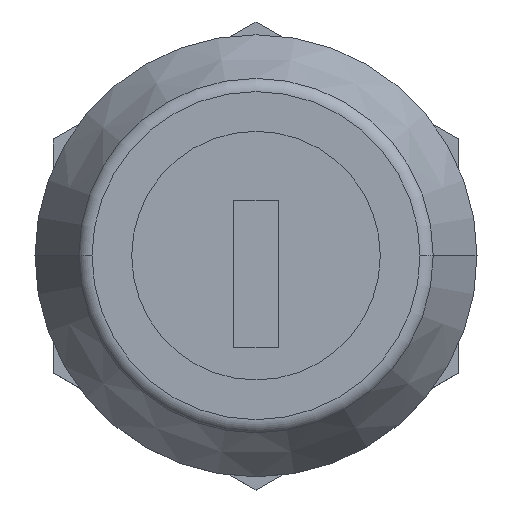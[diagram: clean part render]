
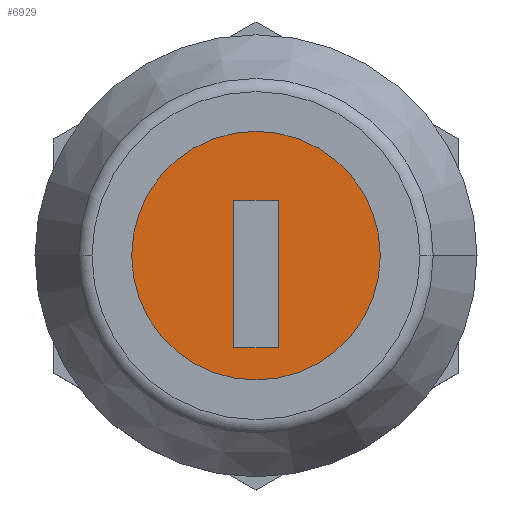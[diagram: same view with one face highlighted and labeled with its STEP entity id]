
A CAD part, top view. The second image highlights one B-rep face of the part: STEP entity #6929.
In plain terms, the highlighted planar face has unit normal (0, 0, 1).
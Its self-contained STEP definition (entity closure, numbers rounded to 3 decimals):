
#169 = DIRECTION ( 'NONE',  ( 1., 0., 0. ) ) ;
#490 = AXIS2_PLACEMENT_3D ( 'NONE', #6785, #6301, #7542 ) ;
#649 = EDGE_CURVE ( 'NONE', #6537, #5579, #6589, .T. ) ;
#746 = CARTESIAN_POINT ( 'NONE',  ( 7.6, 0., 0. ) ) ;
#755 = PLANE ( 'NONE',  #490 ) ;
#1328 = ORIENTED_EDGE ( 'NONE', *, *, #2834, .F. ) ;
#1506 = CARTESIAN_POINT ( 'NONE',  ( 1.2, 3., 0. ) ) ;
#1545 = VECTOR ( 'NONE', #1823, 1000. ) ;
#1760 = DIRECTION ( 'NONE',  ( 1., 0., 0. ) ) ;
#1823 = DIRECTION ( 'NONE',  ( -1., 0., 0. ) ) ;
#1897 = EDGE_LOOP ( 'NONE', ( #4085, #7834 ) ) ;
#2081 = AXIS2_PLACEMENT_3D ( 'NONE', #7625, #9223, #6770 ) ;
#2149 = LINE ( 'NONE', #4204, #4509 ) ;
#2222 = FACE_OUTER_BOUND ( 'NONE', #1897, .T. ) ;
#2549 = CARTESIAN_POINT ( 'NONE',  ( -1.2, 3., 0. ) ) ;
#2834 = EDGE_CURVE ( 'NONE', #5133, #7441, #3904, .T. ) ;
#3027 = ORIENTED_EDGE ( 'NONE', *, *, #649, .F. ) ;
#3350 = VECTOR ( 'NONE', #7675, 1000. ) ;
#3412 = ORIENTED_EDGE ( 'NONE', *, *, #4014, .F. ) ;
#3811 = AXIS2_PLACEMENT_3D ( 'NONE', #4918, #8891, #169 ) ;
#3904 = LINE ( 'NONE', #6602, #1545 ) ;
#4014 = EDGE_CURVE ( 'NONE', #7441, #6537, #2149, .T. ) ;
#4085 = ORIENTED_EDGE ( 'NONE', *, *, #7630, .T. ) ;
#4204 = CARTESIAN_POINT ( 'NONE',  ( -1.2, 3., 0. ) ) ;
#4327 = CIRCLE ( 'NONE', #2081, 7.6 ) ;
#4424 = CARTESIAN_POINT ( 'NONE',  ( 1.2, 3., 0. ) ) ;
#4509 = VECTOR ( 'NONE', #6525, 1000. ) ;
#4918 = CARTESIAN_POINT ( 'NONE',  ( 0., 0., 0. ) ) ;
#5069 = VECTOR ( 'NONE', #1760, 1000. ) ;
#5133 = VERTEX_POINT ( 'NONE', #1506 ) ;
#5259 = VERTEX_POINT ( 'NONE', #5816 ) ;
#5579 = VERTEX_POINT ( 'NONE', #7629 ) ;
#5816 = CARTESIAN_POINT ( 'NONE',  ( -7.6, 0., 0. ) ) ;
#6029 = EDGE_CURVE ( 'NONE', #5579, #5133, #6082, .T. ) ;
#6082 = LINE ( 'NONE', #4424, #3350 ) ;
#6301 = DIRECTION ( 'NONE',  ( 0., 0., 1. ) ) ;
#6498 = ORIENTED_EDGE ( 'NONE', *, *, #6029, .F. ) ;
#6525 = DIRECTION ( 'NONE',  ( 0., -1., 0. ) ) ;
#6537 = VERTEX_POINT ( 'NONE', #6564 ) ;
#6564 = CARTESIAN_POINT ( 'NONE',  ( -1.2, -5., 0. ) ) ;
#6589 = LINE ( 'NONE', #9702, #5069 ) ;
#6602 = CARTESIAN_POINT ( 'NONE',  ( 1.2, 3., 0. ) ) ;
#6770 = DIRECTION ( 'NONE',  ( 1., 0., 0. ) ) ;
#6785 = CARTESIAN_POINT ( 'NONE',  ( 0., 0., 0. ) ) ;
#6929 = ADVANCED_FACE ( 'NONE', ( #7089, #2222 ), #755, .T. ) ;
#7089 = FACE_BOUND ( 'NONE', #9574, .T. ) ;
#7441 = VERTEX_POINT ( 'NONE', #2549 ) ;
#7542 = DIRECTION ( 'NONE',  ( 1., 0., 0. ) ) ;
#7625 = CARTESIAN_POINT ( 'NONE',  ( 0., 0., 0. ) ) ;
#7629 = CARTESIAN_POINT ( 'NONE',  ( 1.2, -5., 0. ) ) ;
#7630 = EDGE_CURVE ( 'NONE', #7830, #5259, #4327, .T. ) ;
#7675 = DIRECTION ( 'NONE',  ( 0., 1., 0. ) ) ;
#7830 = VERTEX_POINT ( 'NONE', #746 ) ;
#7834 = ORIENTED_EDGE ( 'NONE', *, *, #7938, .T. ) ;
#7938 = EDGE_CURVE ( 'NONE', #5259, #7830, #10094, .T. ) ;
#8891 = DIRECTION ( 'NONE',  ( 0., 0., 1. ) ) ;
#9223 = DIRECTION ( 'NONE',  ( 0., 0., 1. ) ) ;
#9574 = EDGE_LOOP ( 'NONE', ( #6498, #3027, #3412, #1328 ) ) ;
#9702 = CARTESIAN_POINT ( 'NONE',  ( 1.2, -5., 0. ) ) ;
#10094 = CIRCLE ( 'NONE', #3811, 7.6 ) ;
